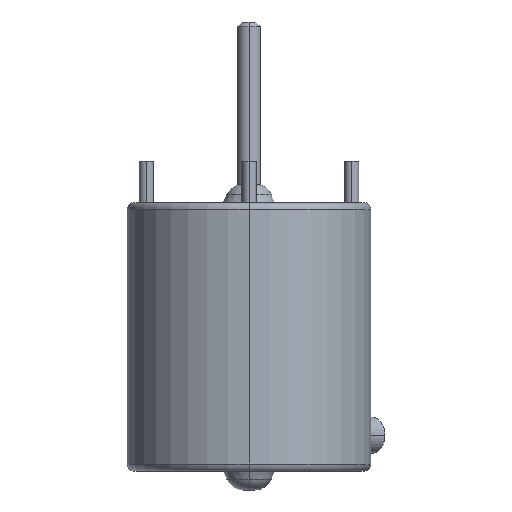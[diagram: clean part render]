
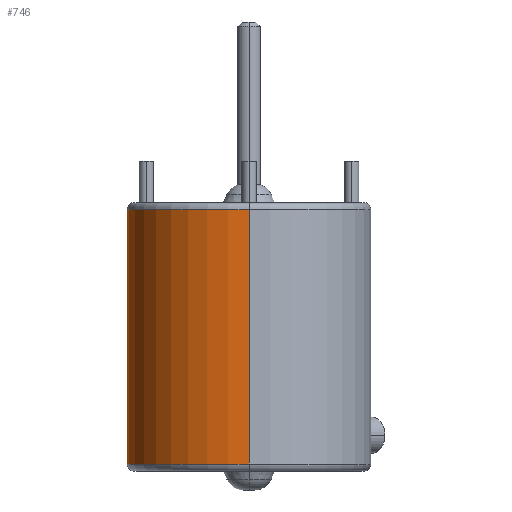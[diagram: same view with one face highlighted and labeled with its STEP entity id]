
A CAD part, left-side view. The second image highlights one B-rep face of the part: STEP entity #746.
In plain terms, the highlighted cylindrical face has radius 42.862 mm (diameter 85.725 mm), a partial arc.
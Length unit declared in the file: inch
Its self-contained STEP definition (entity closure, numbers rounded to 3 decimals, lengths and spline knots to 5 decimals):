
#5 = DIRECTION ( 'NONE',  ( 0., 0., 1. ) ) ;
#42 = CIRCLE ( 'NONE', #2175, 1.6875 ) ;
#70 = DIRECTION ( 'NONE',  ( 1., 0., 0. ) ) ;
#93 = DIRECTION ( 'NONE',  ( 0., 0., -1. ) ) ;
#130 = EDGE_LOOP ( 'NONE', ( #2647, #1938, #1619, #3433 ) ) ;
#255 = CARTESIAN_POINT ( 'NONE',  ( 1.6875, 0., -0.1 ) ) ;
#446 = VERTEX_POINT ( 'NONE', #3234 ) ;
#495 = CYLINDRICAL_SURFACE ( 'NONE', #1298, 1.6875 ) ;
#514 = FACE_OUTER_BOUND ( 'NONE', #130, .T. ) ;
#558 = EDGE_CURVE ( 'NONE', #3624, #446, #42, .T. ) ;
#746 = ADVANCED_FACE ( 'NONE', ( #514 ), #495, .T. ) ;
#822 = CARTESIAN_POINT ( 'NONE',  ( 1.6875, 0., -3.72 ) ) ;
#1110 = VECTOR ( 'NONE', #5, 39.37008 ) ;
#1112 = AXIS2_PLACEMENT_3D ( 'NONE', #3045, #93, #1556 ) ;
#1122 = VERTEX_POINT ( 'NONE', #2973 ) ;
#1136 = VERTEX_POINT ( 'NONE', #255 ) ;
#1298 = AXIS2_PLACEMENT_3D ( 'NONE', #1686, #1392, #2595 ) ;
#1392 = DIRECTION ( 'NONE',  ( 0., 0., 1. ) ) ;
#1550 = VECTOR ( 'NONE', #3232, 39.37008 ) ;
#1556 = DIRECTION ( 'NONE',  ( 1., 0., 0. ) ) ;
#1619 = ORIENTED_EDGE ( 'NONE', *, *, #1756, .T. ) ;
#1686 = CARTESIAN_POINT ( 'NONE',  ( 0., 0., -3.72 ) ) ;
#1737 = CIRCLE ( 'NONE', #1112, 1.6875 ) ;
#1756 = EDGE_CURVE ( 'NONE', #1122, #1136, #1737, .T. ) ;
#1851 = CARTESIAN_POINT ( 'NONE',  ( 0., 0., -3.62 ) ) ;
#1902 = EDGE_CURVE ( 'NONE', #446, #1122, #2347, .T. ) ;
#1938 = ORIENTED_EDGE ( 'NONE', *, *, #1902, .T. ) ;
#2106 = DIRECTION ( 'NONE',  ( 0., 0., 1. ) ) ;
#2175 = AXIS2_PLACEMENT_3D ( 'NONE', #1851, #2106, #70 ) ;
#2213 = EDGE_CURVE ( 'NONE', #3624, #1136, #2687, .T. ) ;
#2347 = LINE ( 'NONE', #3551, #1550 ) ;
#2595 = DIRECTION ( 'NONE',  ( 1., 0., 0. ) ) ;
#2647 = ORIENTED_EDGE ( 'NONE', *, *, #558, .T. ) ;
#2687 = LINE ( 'NONE', #822, #1110 ) ;
#2973 = CARTESIAN_POINT ( 'NONE',  ( -1.6875, 0., -0.1 ) ) ;
#3045 = CARTESIAN_POINT ( 'NONE',  ( 0., 0., -0.1 ) ) ;
#3232 = DIRECTION ( 'NONE',  ( 0., 0., 1. ) ) ;
#3234 = CARTESIAN_POINT ( 'NONE',  ( -1.6875, 0., -3.62 ) ) ;
#3433 = ORIENTED_EDGE ( 'NONE', *, *, #2213, .F. ) ;
#3551 = CARTESIAN_POINT ( 'NONE',  ( -1.6875, 0., -3.72 ) ) ;
#3624 = VERTEX_POINT ( 'NONE', #3786 ) ;
#3786 = CARTESIAN_POINT ( 'NONE',  ( 1.6875, 0., -3.62 ) ) ;
